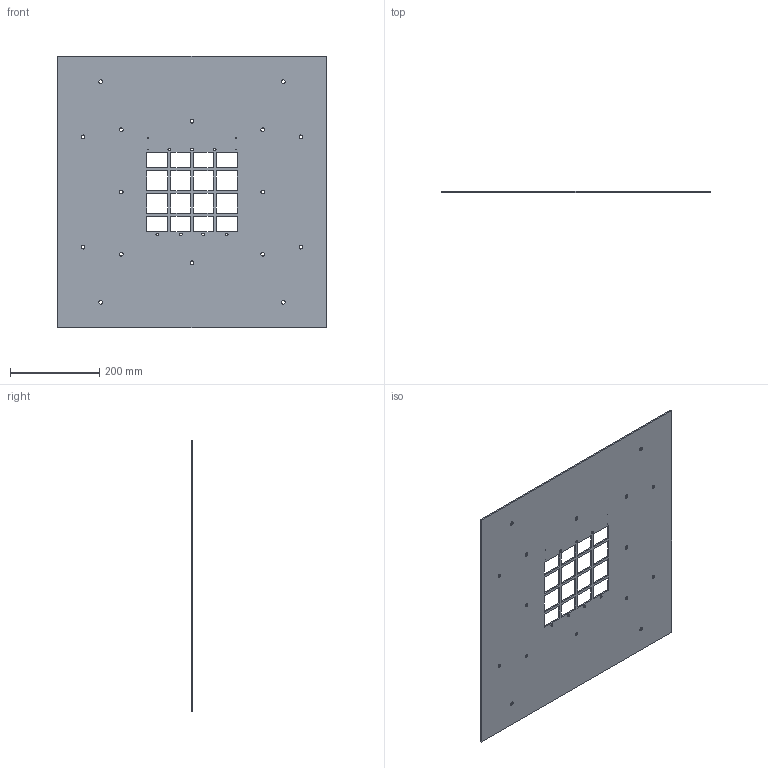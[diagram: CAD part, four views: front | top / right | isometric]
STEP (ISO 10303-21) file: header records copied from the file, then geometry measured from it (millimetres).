
FILE_DESCRIPTION(/* description */ ('STEP AP242','CAx-IF Rec.Pracs.---Representation and Presentation of Product Manufacturing Information (PMI)---4.0---2014-10-13','CAx-IF Rec.Pracs.---3D Tessellated Geometry---0.4---2014-09-14','2;1'),/* implementation_level */ '2;1');
FILE_NAME(/* name */ '6600ea11f8aca97e765b6e9a',/* time_stamp */ '2024-03-25T03:05:54Z',/* author */ (''),/* organization */ (''),/* preprocessor_version */ 'ST-DEVELOPER v19.4',/* originating_system */ ' ',/* authorisation */ ' ');
FILE_SCHEMA (('AP242_MANAGED_MODEL_BASED_3D_ENGINEERING_MIM_LF { 1 0 10303 442 1 1 4 }'));
Length unit declared in the file: metre
Products named in the file (1): front panel w/ window
Bounding box: 603.25 x 3.17 x 609.6 mm (x, y, z)
Volume: 1071262.7 mm3; surface area: 693058.7 mm2
Topology: 1 solids, 1 shells, 97 faces, 285 edges, 190 vertices
Faces by surface type: plane 70, cylinder 27
Full cylindrical faces by diameter (mm): 1.587 x2, 1.588 x2, 6.35 x7, 8.331 x16
Entity records: 3272 total; most frequent: CARTESIAN_POINT 546, ORIENTED_EDGE 516, DIRECTION 508, EDGE_CURVE 258, EDGE_LOOP 210, FACE_BOUND 210, LINE 204, VECTOR 204
